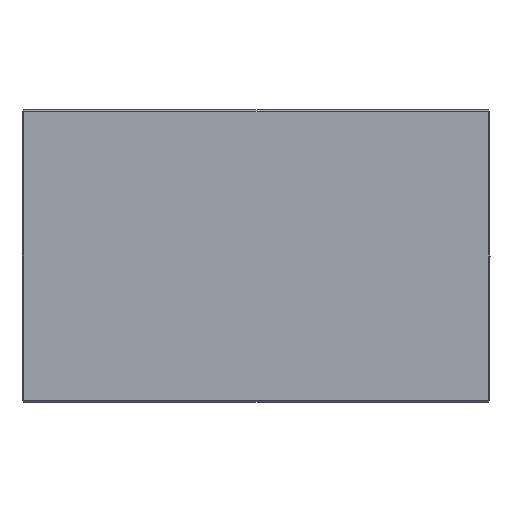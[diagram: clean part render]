
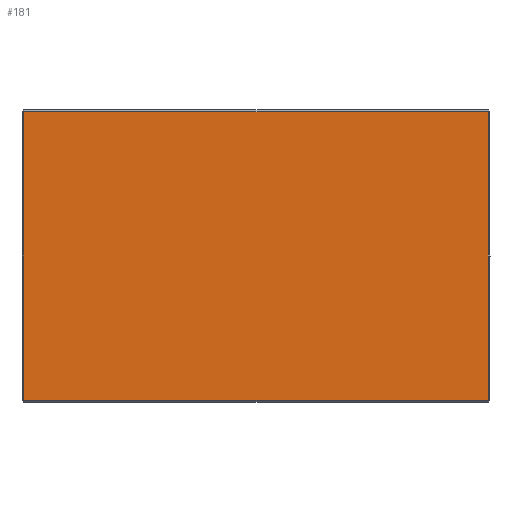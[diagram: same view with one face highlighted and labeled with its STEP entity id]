
A CAD part, front view. The second image highlights one B-rep face of the part: STEP entity #181.
In plain terms, the highlighted planar face has unit normal (0, -1, 0).
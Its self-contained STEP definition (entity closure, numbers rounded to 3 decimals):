
#156=FACE_OUTER_BOUND('',#511,.T.);
#181=ADVANCED_FACE('',(#156),#257,.F.);
#257=PLANE('',#1085);
#292=LINE('',#1549,#340);
#293=LINE('',#1552,#341);
#294=LINE('',#1554,#342);
#295=LINE('',#1556,#343);
#340=VECTOR('',#1236,1.);
#341=VECTOR('',#1237,1.);
#342=VECTOR('',#1238,1.);
#343=VECTOR('',#1239,1.);
#511=EDGE_LOOP('',(#647,#648,#649,#650));
#647=ORIENTED_EDGE('',*,*,#938,.T.);
#648=ORIENTED_EDGE('',*,*,#939,.T.);
#649=ORIENTED_EDGE('',*,*,#940,.T.);
#650=ORIENTED_EDGE('',*,*,#941,.T.);
#849=VERTEX_POINT('',#1550);
#850=VERTEX_POINT('',#1551);
#851=VERTEX_POINT('',#1553);
#852=VERTEX_POINT('',#1555);
#938=EDGE_CURVE('',#849,#850,#292,.T.);
#939=EDGE_CURVE('',#850,#851,#293,.T.);
#940=EDGE_CURVE('',#851,#852,#294,.T.);
#941=EDGE_CURVE('',#852,#849,#295,.T.);
#1085=AXIS2_PLACEMENT_3D('',#1557,#1240,#1241);
#1236=DIRECTION('',(0.,0.,-1.));
#1237=DIRECTION('',(1.,0.,0.));
#1238=DIRECTION('',(0.,0.,1.));
#1239=DIRECTION('',(-1.,0.,0.));
#1240=DIRECTION('',(0.,1.,0.));
#1241=DIRECTION('',(0.,0.,1.));
#1549=CARTESIAN_POINT('',(-119.,-75.,75.));
#1550=CARTESIAN_POINT('',(-119.,-75.,74.));
#1551=CARTESIAN_POINT('',(-119.,-75.,-74.));
#1552=CARTESIAN_POINT('',(120.,-75.,-74.));
#1553=CARTESIAN_POINT('',(119.,-75.,-74.));
#1554=CARTESIAN_POINT('',(119.,-75.,75.));
#1555=CARTESIAN_POINT('',(119.,-75.,74.));
#1556=CARTESIAN_POINT('',(120.,-75.,74.));
#1557=CARTESIAN_POINT('',(120.,-75.,75.));
